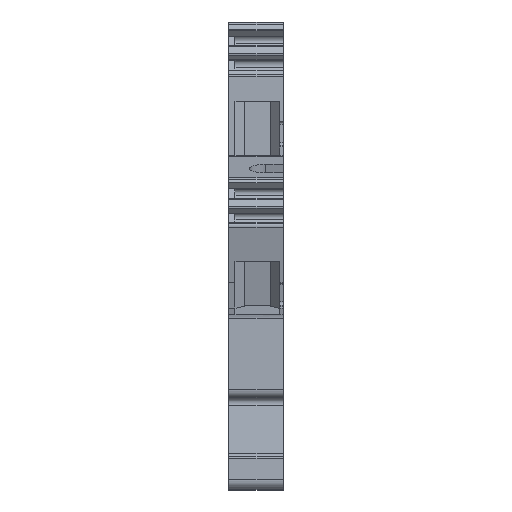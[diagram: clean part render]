
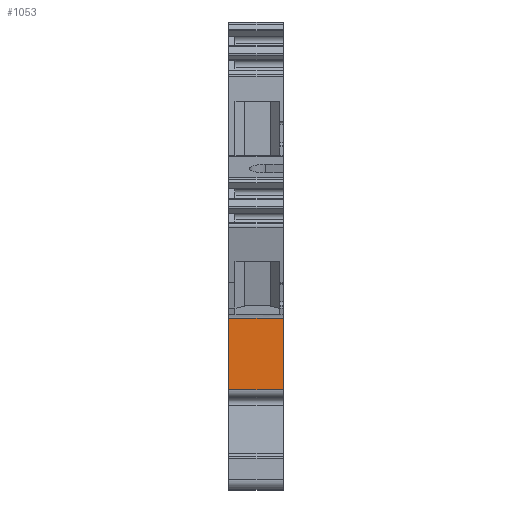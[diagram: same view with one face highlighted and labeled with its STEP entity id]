
A CAD part, left-side view. The second image highlights one B-rep face of the part: STEP entity #1053.
In plain terms, the highlighted planar face has unit normal (-1, 0, 0.012).
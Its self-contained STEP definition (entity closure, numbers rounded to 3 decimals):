
#1053 = ADVANCED_FACE( '', ( #2152 ), #2153, .T. );
#2152 = FACE_OUTER_BOUND( '', #3292, .T. );
#2153 = PLANE( '', #3293 );
#3292 = EDGE_LOOP( '', ( #6748, #6749, #6750, #6751 ) );
#3293 = AXIS2_PLACEMENT_3D( '', #6752, #6753, #6754 );
#6748 = ORIENTED_EDGE( '', *, *, #8175, .F. );
#6749 = ORIENTED_EDGE( '', *, *, #8587, .F. );
#6750 = ORIENTED_EDGE( '', *, *, #8362, .T. );
#6751 = ORIENTED_EDGE( '', *, *, #8440, .T. );
#6752 = CARTESIAN_POINT( '', ( 832.365, 6., -540.926 ) );
#6753 = DIRECTION( '', ( -1., 0., 0.012 ) );
#6754 = DIRECTION( '', ( 0.012, 0., 1. ) );
#8175 = EDGE_CURVE( '', #10293, #10295, #10296, .T. );
#8362 = EDGE_CURVE( '', #10555, #10553, #10556, .T. );
#8440 = EDGE_CURVE( '', #10553, #10295, #10654, .T. );
#8587 = EDGE_CURVE( '', #10555, #10293, #10812, .T. );
#10293 = VERTEX_POINT( '', #13098 );
#10295 = VERTEX_POINT( '', #13100 );
#10296 = LINE( '', #13101, #13102 );
#10553 = VERTEX_POINT( '', #13449 );
#10555 = VERTEX_POINT( '', #13451 );
#10556 = LINE( '', #13452, #13453 );
#10654 = LINE( '', #13585, #13586 );
#10812 = LINE( '', #13800, #13801 );
#13098 = CARTESIAN_POINT( '', ( 832.365, 0., -540.926 ) );
#13100 = CARTESIAN_POINT( '', ( 832.273, 0., -548.74 ) );
#13101 = CARTESIAN_POINT( '', ( 832.365, 0., -540.926 ) );
#13102 = VECTOR( '', #15108, 1000. );
#13449 = CARTESIAN_POINT( '', ( 832.273, 6., -548.74 ) );
#13451 = CARTESIAN_POINT( '', ( 832.365, 6., -540.926 ) );
#13452 = CARTESIAN_POINT( '', ( 832.365, 6., -540.926 ) );
#13453 = VECTOR( '', #15445, 1000. );
#13585 = CARTESIAN_POINT( '', ( 832.273, 6., -548.74 ) );
#13586 = VECTOR( '', #15567, 1000. );
#13800 = CARTESIAN_POINT( '', ( 832.365, 6., -540.926 ) );
#13801 = VECTOR( '', #15657, 1000. );
#15108 = DIRECTION( '', ( -0.012, 0., -1. ) );
#15445 = DIRECTION( '', ( -0.012, 0., -1. ) );
#15567 = DIRECTION( '', ( 0., -1., 0. ) );
#15657 = DIRECTION( '', ( 0., -1., 0. ) );
